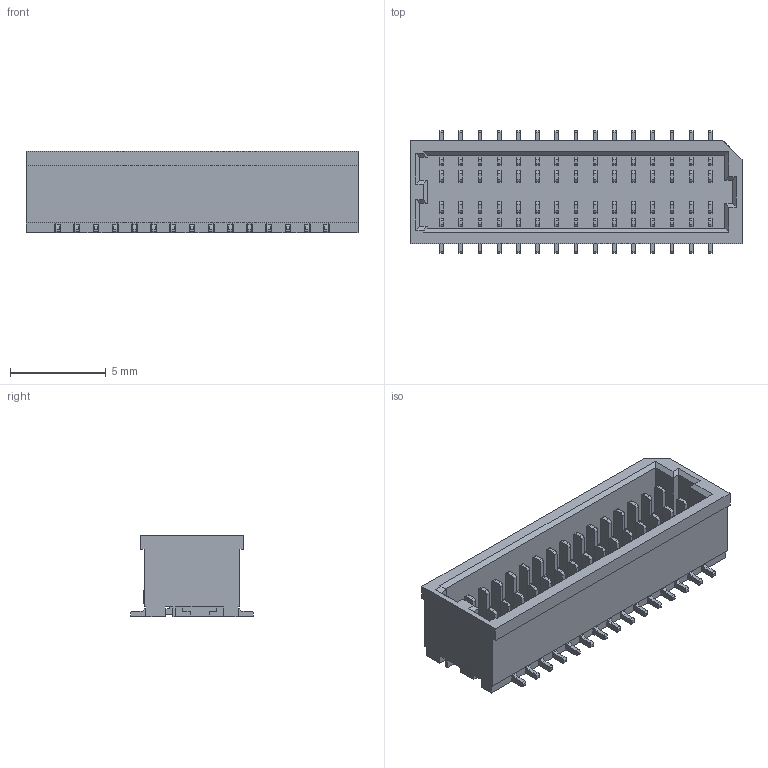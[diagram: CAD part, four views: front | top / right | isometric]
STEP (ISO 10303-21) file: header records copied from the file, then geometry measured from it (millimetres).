
FILE_DESCRIPTION (( 'STEP AP214' ), '1' );
FILE_NAME ('U1^3D_PCB1_2024-03-21(2)_3D_PCB1_2024-03-21.STEP', '2024-03-21T09:36:04', ( '' ), ( '' ), 'SwSTEP 2.0', 'SolidWorks 2022', '' );
FILE_SCHEMA (( 'AUTOMOTIVE_DESIGN' ));
Length unit declared in the file: millimetre
Products named in the file (3): U1^3D_PCB1_2024-03-21(2)_3D_PCB1_2024-03-21; SOLID^CONN-SMD_30P-P1.00_HCTL_HC-SHD-2X15PLT-G-04_U1_3D_PCB1_2024-03-21(2)_3D_PCB1_2024-03-21; CONN-SMD_30P-P1.00_HCTL_HC-SHD-2X15PLT-G-04^U1_3D_PCB1_2024-03-21(2)_3D_PCB1_2024-03-21
Assembly tree (2 placements, depth 3):
  U1^3D_PCB1_2024-03-21(2)_3D_PCB1_2024-03-21
    CONN-SMD_30P-P1.00_HCTL_HC-SHD-2X15PLT-G-04^U1_3D_PCB1_2024-03-21(2)_3D_PCB1_2024-03-21
      SOLID^CONN-SMD_30P-P1.00_HCTL_HC-SHD-2X15PLT-G-04_U1_3D_PCB1_2024-03-21(2)_3D_PCB1_2024-03-21
Bounding box: 17.3 x 6.4 x 4.27 mm (x, y, z)
Volume: 184.9 mm3; surface area: 775.2 mm2
Topology: 1 solids, 1 shells, 1452 faces, 4004 edges, 2664 vertices
Faces by surface type: plane 1106, cylinder 248, bspline 98
Entity records: 46520 total; most frequent: CARTESIAN_POINT 9432, ORIENTED_EDGE 8008, DIRECTION 7020, EDGE_CURVE 4004, VECTOR 3308, LINE 3308, VERTEX_POINT 2664, AXIS2_PLACEMENT_3D 1856
